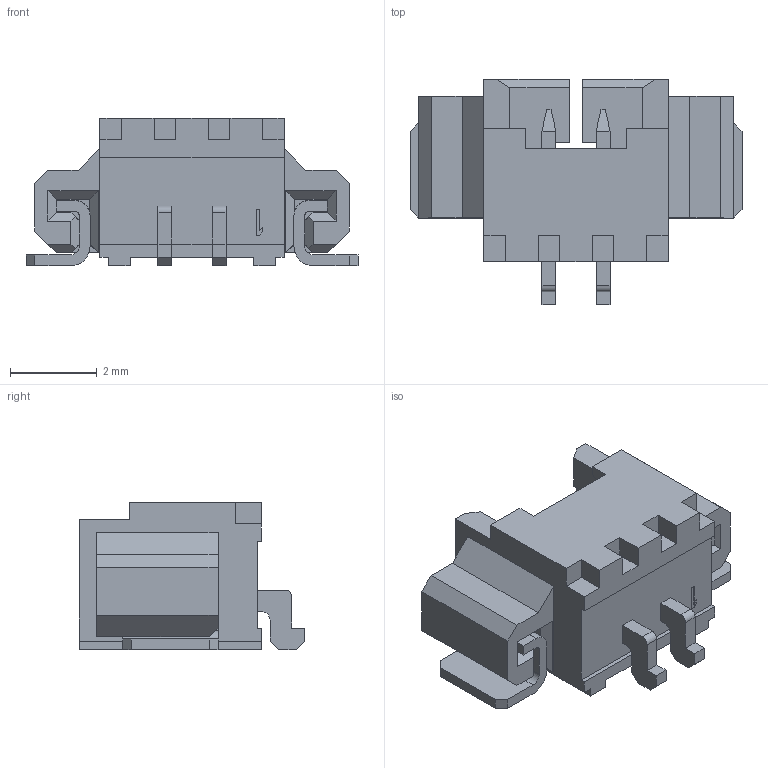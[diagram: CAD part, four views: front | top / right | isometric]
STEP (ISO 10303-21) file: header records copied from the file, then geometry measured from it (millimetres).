
FILE_DESCRIPTION(('FreeCAD Model'),'2;1');
FILE_NAME('Open CASCADE Shape Model','2024-04-20T11:28:31',(''),(''), 'Open CASCADE STEP processor 7.6','FreeCAD','Unknown');
FILE_SCHEMA(('AUTOMOTIVE_DESIGN { 1 0 10303 214 1 1 1 1 }'));
Length unit declared in the file: millimetre
Products named in the file (3): 532610271; SOLID; COMPOUND
Assembly tree (2 placements, depth 2):
  532610271
    SOLID
    COMPOUND
Bounding box: 7.65 x 5.2 x 3.4 mm (x, y, z)
Volume: 47.8 mm3; surface area: 189.1 mm2
Topology: 1 solids, 1 shells, 207 faces, 608 edges, 450 vertices
Faces by surface type: plane 195, cylinder 12
Entity records: 15094 total; most frequent: CARTESIAN_POINT 2584, DIRECTION 2218, LINE 1738, VECTOR 1738, ORIENTED_EDGE 1184, PCURVE 1184, DEFINITIONAL_REPRESENTATION 1184, EDGE_CURVE 592
